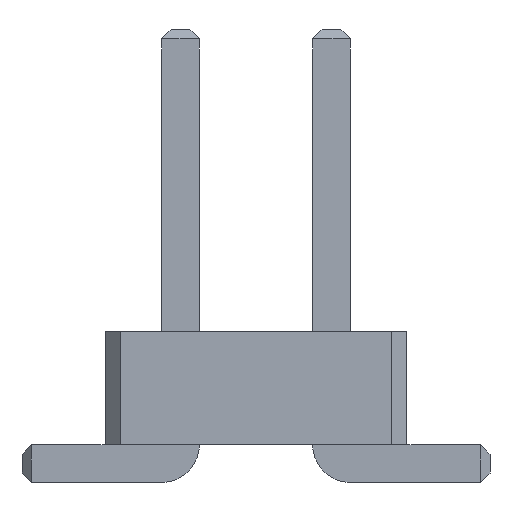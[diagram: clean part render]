
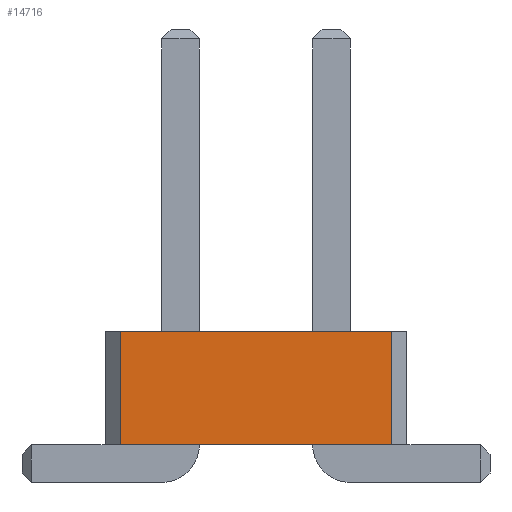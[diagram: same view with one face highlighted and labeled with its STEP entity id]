
A CAD part, front view. The second image highlights one B-rep face of the part: STEP entity #14716.
In plain terms, the highlighted planar face has unit normal (0, -1, 0).
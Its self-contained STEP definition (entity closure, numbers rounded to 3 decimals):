
#2654 = VERTEX_POINT('',#2655);
#2655 = CARTESIAN_POINT('',(1.8,-35.,0.5));
#2661 = EDGE_CURVE('',#2662,#2654,#2664,.T.);
#2662 = VERTEX_POINT('',#2663);
#2663 = CARTESIAN_POINT('',(-1.8,-35.,0.5));
#2664 = LINE('',#2665,#2666);
#2665 = CARTESIAN_POINT('',(-1.8,-35.,0.5));
#2666 = VECTOR('',#2667,1.);
#2667 = DIRECTION('',(1.,0.,0.));
#6006 = VERTEX_POINT('',#6007);
#6007 = CARTESIAN_POINT('',(1.8,-35.,2.));
#6013 = EDGE_CURVE('',#6014,#6006,#6016,.T.);
#6014 = VERTEX_POINT('',#6015);
#6015 = CARTESIAN_POINT('',(-1.8,-35.,2.));
#6016 = LINE('',#6017,#6018);
#6017 = CARTESIAN_POINT('',(-1.8,-35.,2.));
#6018 = VECTOR('',#6019,1.);
#6019 = DIRECTION('',(1.,0.,0.));
#14705 = EDGE_CURVE('',#2662,#6014,#14706,.T.);
#14706 = LINE('',#14707,#14708);
#14707 = CARTESIAN_POINT('',(-1.8,-35.,0.5));
#14708 = VECTOR('',#14709,1.);
#14709 = DIRECTION('',(0.,0.,1.));
#14716 = ADVANCED_FACE('',(#14717),#14728,.F.);
#14717 = FACE_BOUND('',#14718,.F.);
#14718 = EDGE_LOOP('',(#14719,#14720,#14721,#14727));
#14719 = ORIENTED_EDGE('',*,*,#14705,.T.);
#14720 = ORIENTED_EDGE('',*,*,#6013,.T.);
#14721 = ORIENTED_EDGE('',*,*,#14722,.F.);
#14722 = EDGE_CURVE('',#2654,#6006,#14723,.T.);
#14723 = LINE('',#14724,#14725);
#14724 = CARTESIAN_POINT('',(1.8,-35.,0.5));
#14725 = VECTOR('',#14726,1.);
#14726 = DIRECTION('',(0.,0.,1.));
#14727 = ORIENTED_EDGE('',*,*,#2661,.F.);
#14728 = PLANE('',#14729);
#14729 = AXIS2_PLACEMENT_3D('',#14730,#14731,#14732);
#14730 = CARTESIAN_POINT('',(-1.8,-35.,0.5));
#14731 = DIRECTION('',(0.,1.,0.));
#14732 = DIRECTION('',(1.,0.,0.));
